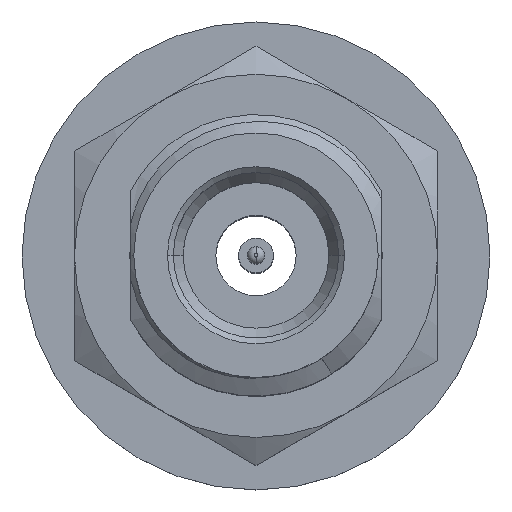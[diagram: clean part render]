
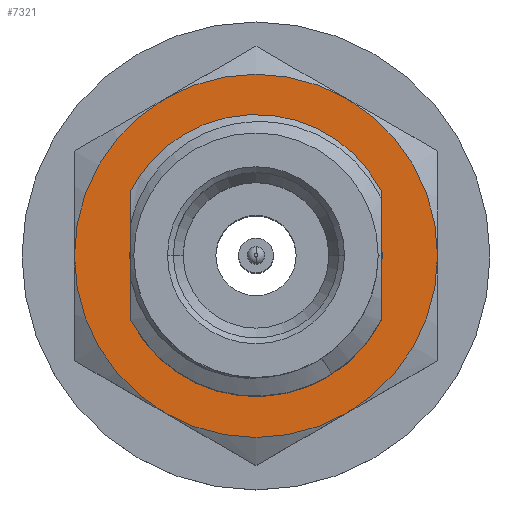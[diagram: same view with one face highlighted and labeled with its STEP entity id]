
A CAD part, top view. The second image highlights one B-rep face of the part: STEP entity #7321.
In plain terms, the highlighted face is planar.
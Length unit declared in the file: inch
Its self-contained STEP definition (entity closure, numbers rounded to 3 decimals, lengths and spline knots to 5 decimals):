
#173 = AXIS2_PLACEMENT_3D ( 'NONE', #461, #9949, #3667 ) ;
#234 = ORIENTED_EDGE ( 'NONE', *, *, #7010, .F. ) ;
#293 = DIRECTION ( 'NONE',  ( 0., 0., 1. ) ) ;
#461 = CARTESIAN_POINT ( 'NONE',  ( 0.065, 0., 0. ) ) ;
#601 = VERTEX_POINT ( 'NONE', #9329 ) ;
#658 = CARTESIAN_POINT ( 'NONE',  ( 0.065, 0., 0. ) ) ;
#672 = DIRECTION ( 'NONE',  ( -1., 0., 0. ) ) ;
#878 = DIRECTION ( 'NONE',  ( -1., 0., 0. ) ) ;
#998 = CIRCLE ( 'NONE', #2310, 0.156 ) ;
#1152 = CIRCLE ( 'NONE', #8062, 0.156 ) ;
#1162 = CIRCLE ( 'NONE', #3636, 0.156 ) ;
#1177 = DIRECTION ( 'NONE',  ( 0., 0., 1. ) ) ;
#1414 = ORIENTED_EDGE ( 'NONE', *, *, #2805, .T. ) ;
#1493 = CIRCLE ( 'NONE', #5943, 0.156 ) ;
#1561 = EDGE_LOOP ( 'NONE', ( #5861, #1414 ) ) ;
#1649 = CIRCLE ( 'NONE', #6250, 0.1085 ) ;
#1688 = AXIS2_PLACEMENT_3D ( 'NONE', #3575, #672, #6046 ) ;
#1976 = EDGE_CURVE ( 'NONE', #7514, #7131, #3129, .T. ) ;
#2192 = FACE_BOUND ( 'NONE', #1561, .T. ) ;
#2310 = AXIS2_PLACEMENT_3D ( 'NONE', #4312, #9114, #6637 ) ;
#2377 = ORIENTED_EDGE ( 'NONE', *, *, #8233, .F. ) ;
#2504 = EDGE_CURVE ( 'NONE', #9622, #5332, #1162, .T. ) ;
#2608 = CARTESIAN_POINT ( 'NONE',  ( 0.065, 0., 0. ) ) ;
#2624 = DIRECTION ( 'NONE',  ( 0., 0., 1. ) ) ;
#2805 = EDGE_CURVE ( 'NONE', #601, #9099, #1649, .T. ) ;
#2955 = CARTESIAN_POINT ( 'NONE',  ( 0.065, 0.156, 0. ) ) ;
#3129 = CIRCLE ( 'NONE', #173, 0.156 ) ;
#3184 = DIRECTION ( 'NONE',  ( -1., 0., 0. ) ) ;
#3281 = AXIS2_PLACEMENT_3D ( 'NONE', #2955, #4510, #5277 ) ;
#3333 = CIRCLE ( 'NONE', #1688, 0.156 ) ;
#3575 = CARTESIAN_POINT ( 'NONE',  ( 0.065, 0., 0. ) ) ;
#3630 = EDGE_LOOP ( 'NONE', ( #5859, #4936, #2377, #10101, #234, #4126 ) ) ;
#3636 = AXIS2_PLACEMENT_3D ( 'NONE', #2608, #8097, #293 ) ;
#3667 = DIRECTION ( 'NONE',  ( 0., 0., 1. ) ) ;
#3688 = EDGE_CURVE ( 'NONE', #5332, #5350, #998, .T. ) ;
#3836 = FACE_OUTER_BOUND ( 'NONE', #3630, .T. ) ;
#4126 = ORIENTED_EDGE ( 'NONE', *, *, #6245, .F. ) ;
#4312 = CARTESIAN_POINT ( 'NONE',  ( 0.065, 0., 0. ) ) ;
#4510 = DIRECTION ( 'NONE',  ( -1., 0., 0. ) ) ;
#4569 = EDGE_CURVE ( 'NONE', #9099, #601, #7771, .T. ) ;
#4741 = CARTESIAN_POINT ( 'NONE',  ( 0.065, 0., 0. ) ) ;
#4936 = ORIENTED_EDGE ( 'NONE', *, *, #2504, .F. ) ;
#5277 = DIRECTION ( 'NONE',  ( 0., 0., 1. ) ) ;
#5332 = VERTEX_POINT ( 'NONE', #6022 ) ;
#5350 = VERTEX_POINT ( 'NONE', #6885 ) ;
#5402 = CARTESIAN_POINT ( 'NONE',  ( 0.065, -0.1351, 0.078 ) ) ;
#5454 = AXIS2_PLACEMENT_3D ( 'NONE', #4741, #878, #7898 ) ;
#5777 = CARTESIAN_POINT ( 'NONE',  ( 0.065, 0.1351, -0.078 ) ) ;
#5815 = CARTESIAN_POINT ( 'NONE',  ( 0.065, 0., 0. ) ) ;
#5859 = ORIENTED_EDGE ( 'NONE', *, *, #3688, .F. ) ;
#5861 = ORIENTED_EDGE ( 'NONE', *, *, #4569, .T. ) ;
#5864 = DIRECTION ( 'NONE',  ( -1., 0., 0. ) ) ;
#5943 = AXIS2_PLACEMENT_3D ( 'NONE', #8820, #8932, #2624 ) ;
#6022 = CARTESIAN_POINT ( 'NONE',  ( 0.065, 0., 0.156 ) ) ;
#6046 = DIRECTION ( 'NONE',  ( 0., 0., 1. ) ) ;
#6245 = EDGE_CURVE ( 'NONE', #5350, #8731, #3333, .T. ) ;
#6250 = AXIS2_PLACEMENT_3D ( 'NONE', #5815, #5864, #1177 ) ;
#6373 = DIRECTION ( 'NONE',  ( 0., 0., 1. ) ) ;
#6637 = DIRECTION ( 'NONE',  ( 0., 0., 1. ) ) ;
#6680 = CARTESIAN_POINT ( 'NONE',  ( 0.065, -0.1351, -0.078 ) ) ;
#6885 = CARTESIAN_POINT ( 'NONE',  ( 0.065, 0.1351, 0.078 ) ) ;
#6977 = PLANE ( 'NONE',  #3281 ) ;
#7010 = EDGE_CURVE ( 'NONE', #8731, #7514, #1152, .T. ) ;
#7131 = VERTEX_POINT ( 'NONE', #6680 ) ;
#7321 = ADVANCED_FACE ( 'NONE', ( #3836, #2192 ), #6977, .F. ) ;
#7514 = VERTEX_POINT ( 'NONE', #9384 ) ;
#7771 = CIRCLE ( 'NONE', #5454, 0.1085 ) ;
#7830 = CARTESIAN_POINT ( 'NONE',  ( 0.065, 0., 0.1085 ) ) ;
#7898 = DIRECTION ( 'NONE',  ( 0., 0., 1. ) ) ;
#8062 = AXIS2_PLACEMENT_3D ( 'NONE', #658, #3184, #6373 ) ;
#8097 = DIRECTION ( 'NONE',  ( -1., 0., 0. ) ) ;
#8233 = EDGE_CURVE ( 'NONE', #7131, #9622, #1493, .T. ) ;
#8731 = VERTEX_POINT ( 'NONE', #5777 ) ;
#8820 = CARTESIAN_POINT ( 'NONE',  ( 0.065, 0., 0. ) ) ;
#8932 = DIRECTION ( 'NONE',  ( -1., 0., 0. ) ) ;
#9099 = VERTEX_POINT ( 'NONE', #7830 ) ;
#9114 = DIRECTION ( 'NONE',  ( -1., 0., 0. ) ) ;
#9329 = CARTESIAN_POINT ( 'NONE',  ( 0.065, 0., -0.1085 ) ) ;
#9384 = CARTESIAN_POINT ( 'NONE',  ( 0.065, 0., -0.156 ) ) ;
#9622 = VERTEX_POINT ( 'NONE', #5402 ) ;
#9949 = DIRECTION ( 'NONE',  ( -1., 0., 0. ) ) ;
#10101 = ORIENTED_EDGE ( 'NONE', *, *, #1976, .F. ) ;
